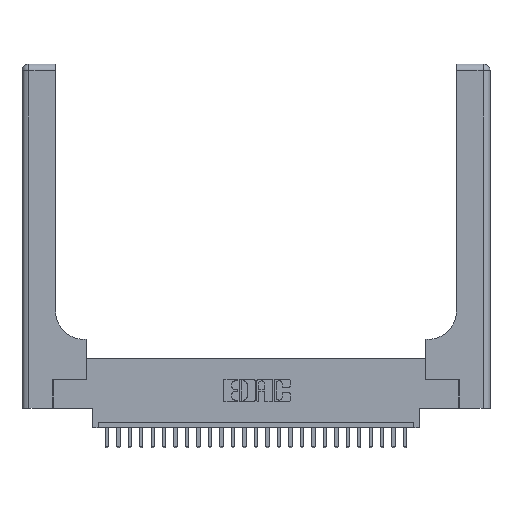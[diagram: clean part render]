
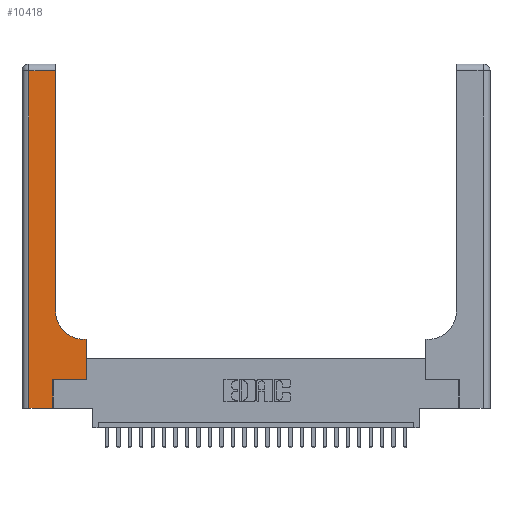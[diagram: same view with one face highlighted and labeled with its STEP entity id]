
A CAD part, top view. The second image highlights one B-rep face of the part: STEP entity #10418.
In plain terms, the highlighted planar face has unit normal (0, 0, 1).
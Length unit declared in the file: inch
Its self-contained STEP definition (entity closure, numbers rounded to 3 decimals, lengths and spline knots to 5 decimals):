
#276 = DIRECTION ( 'NONE',  ( 0., -1., 0. ) ) ;
#750 = VERTEX_POINT ( 'NONE', #8122 ) ;
#924 = DIRECTION ( 'NONE',  ( 0., 0., -1. ) ) ;
#1128 = CARTESIAN_POINT ( 'NONE',  ( 0.06, 0., 0.37 ) ) ;
#1187 = CARTESIAN_POINT ( 'NONE',  ( 0.269, 0., 0.37 ) ) ;
#1854 = VECTOR ( 'NONE', #8282, 39.37008 ) ;
#2803 = CARTESIAN_POINT ( 'NONE',  ( 0.06, 2.94, 0.37 ) ) ;
#3166 = EDGE_CURVE ( 'NONE', #15687, #10146, #26884, .T. ) ;
#3227 = CARTESIAN_POINT ( 'NONE',  ( 0.2915, 0.6, 0.37 ) ) ;
#3436 = CARTESIAN_POINT ( 'NONE',  ( 0., 3., 0.37 ) ) ;
#3877 = VERTEX_POINT ( 'NONE', #23829 ) ;
#4254 = LINE ( 'NONE', #22984, #15973 ) ;
#4278 = VECTOR ( 'NONE', #18312, 39.37008 ) ;
#4850 = CARTESIAN_POINT ( 'NONE',  ( 0.5585, 0.25, 0.37 ) ) ;
#4999 = DIRECTION ( 'NONE',  ( 0., 1., 0. ) ) ;
#5173 = LINE ( 'NONE', #18384, #14926 ) ;
#5558 = EDGE_LOOP ( 'NONE', ( #24152, #5798, #8920, #11545, #6767, #20621, #18151, #21323, #14331 ) ) ;
#5798 = ORIENTED_EDGE ( 'NONE', *, *, #17623, .T. ) ;
#6767 = ORIENTED_EDGE ( 'NONE', *, *, #16519, .T. ) ;
#8050 = VERTEX_POINT ( 'NONE', #24888 ) ;
#8122 = CARTESIAN_POINT ( 'NONE',  ( 0.5585, 0.6, 0.37 ) ) ;
#8282 = DIRECTION ( 'NONE',  ( 1., 0., 0. ) ) ;
#8779 = VECTOR ( 'NONE', #24077, 39.37008 ) ;
#8802 = EDGE_CURVE ( 'NONE', #21168, #25526, #19623, .T. ) ;
#8826 = CARTESIAN_POINT ( 'NONE',  ( 0., 2.94, 0.37 ) ) ;
#8920 = ORIENTED_EDGE ( 'NONE', *, *, #3166, .T. ) ;
#9460 = VECTOR ( 'NONE', #22673, 39.37008 ) ;
#10146 = VERTEX_POINT ( 'NONE', #1128 ) ;
#10189 = CIRCLE ( 'NONE', #21826, 0.25 ) ;
#10418 = ADVANCED_FACE ( 'NONE', ( #15809 ), #18438, .F. ) ;
#10714 = DIRECTION ( 'NONE',  ( 1., 0., 0. ) ) ;
#11058 = VECTOR ( 'NONE', #276, 39.37008 ) ;
#11339 = CARTESIAN_POINT ( 'NONE',  ( 0.06, 3., 0.37 ) ) ;
#11450 = VERTEX_POINT ( 'NONE', #15314 ) ;
#11545 = ORIENTED_EDGE ( 'NONE', *, *, #13033, .T. ) ;
#12666 = EDGE_CURVE ( 'NONE', #750, #3877, #19378, .T. ) ;
#13033 = EDGE_CURVE ( 'NONE', #10146, #24063, #4254, .T. ) ;
#14331 = ORIENTED_EDGE ( 'NONE', *, *, #21215, .T. ) ;
#14926 = VECTOR ( 'NONE', #27123, 39.37008 ) ;
#15314 = CARTESIAN_POINT ( 'NONE',  ( 0.2915, 0.85, 0.37 ) ) ;
#15687 = VERTEX_POINT ( 'NONE', #2803 ) ;
#15809 = FACE_OUTER_BOUND ( 'NONE', #5558, .T. ) ;
#15973 = VECTOR ( 'NONE', #10714, 39.37008 ) ;
#16180 = LINE ( 'NONE', #20309, #25265 ) ;
#16519 = EDGE_CURVE ( 'NONE', #24063, #21168, #19221, .T. ) ;
#17623 = EDGE_CURVE ( 'NONE', #8050, #15687, #20920, .T. ) ;
#17632 = EDGE_CURVE ( 'NONE', #25526, #750, #16180, .T. ) ;
#18133 = CARTESIAN_POINT ( 'NONE',  ( 0.269, 0.25, 0.37 ) ) ;
#18151 = ORIENTED_EDGE ( 'NONE', *, *, #17632, .T. ) ;
#18312 = DIRECTION ( 'NONE',  ( -1., 0., 0. ) ) ;
#18384 = CARTESIAN_POINT ( 'NONE',  ( 0.2915, 3., 0.37 ) ) ;
#18438 = PLANE ( 'NONE',  #19843 ) ;
#18704 = CARTESIAN_POINT ( 'NONE',  ( 0.5415, 0.85, 0.37 ) ) ;
#18796 = DIRECTION ( 'NONE',  ( 1., 0., 0. ) ) ;
#19221 = LINE ( 'NONE', #1187, #9460 ) ;
#19378 = LINE ( 'NONE', #3227, #4278 ) ;
#19623 = LINE ( 'NONE', #27655, #1854 ) ;
#19843 = AXIS2_PLACEMENT_3D ( 'NONE', #3436, #924, #24546 ) ;
#20309 = CARTESIAN_POINT ( 'NONE',  ( 0.5585, 0.25, 0.37 ) ) ;
#20621 = ORIENTED_EDGE ( 'NONE', *, *, #8802, .T. ) ;
#20920 = LINE ( 'NONE', #8826, #8779 ) ;
#21168 = VERTEX_POINT ( 'NONE', #18133 ) ;
#21215 = EDGE_CURVE ( 'NONE', #3877, #11450, #10189, .T. ) ;
#21323 = ORIENTED_EDGE ( 'NONE', *, *, #12666, .T. ) ;
#21826 = AXIS2_PLACEMENT_3D ( 'NONE', #18704, #22855, #18796 ) ;
#22507 = CARTESIAN_POINT ( 'NONE',  ( 0.269, 0., 0.37 ) ) ;
#22673 = DIRECTION ( 'NONE',  ( 0., 1., 0. ) ) ;
#22855 = DIRECTION ( 'NONE',  ( 0., 0., -1. ) ) ;
#22984 = CARTESIAN_POINT ( 'NONE',  ( 0., 0., 0.37 ) ) ;
#23829 = CARTESIAN_POINT ( 'NONE',  ( 0.5415, 0.6, 0.37 ) ) ;
#24063 = VERTEX_POINT ( 'NONE', #22507 ) ;
#24077 = DIRECTION ( 'NONE',  ( -1., 0., 0. ) ) ;
#24152 = ORIENTED_EDGE ( 'NONE', *, *, #26971, .T. ) ;
#24546 = DIRECTION ( 'NONE',  ( -1., 0., 0. ) ) ;
#24888 = CARTESIAN_POINT ( 'NONE',  ( 0.2915, 2.94, 0.37 ) ) ;
#25265 = VECTOR ( 'NONE', #4999, 39.37008 ) ;
#25526 = VERTEX_POINT ( 'NONE', #4850 ) ;
#26884 = LINE ( 'NONE', #11339, #11058 ) ;
#26971 = EDGE_CURVE ( 'NONE', #11450, #8050, #5173, .T. ) ;
#27123 = DIRECTION ( 'NONE',  ( 0., 1., 0. ) ) ;
#27655 = CARTESIAN_POINT ( 'NONE',  ( 0.269, 0.25, 0.37 ) ) ;
